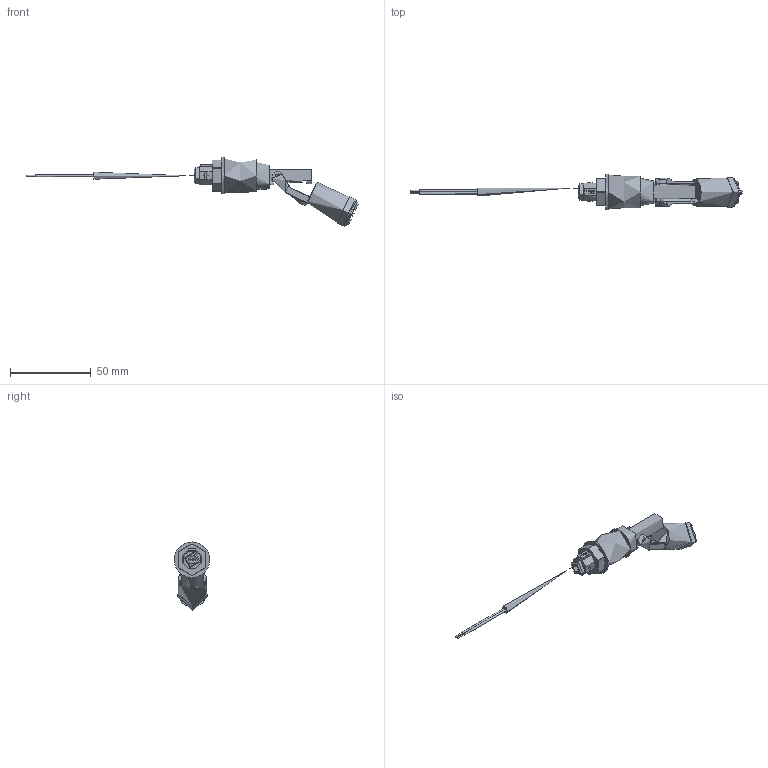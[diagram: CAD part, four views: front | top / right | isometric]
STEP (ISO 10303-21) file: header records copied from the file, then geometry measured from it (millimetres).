
FILE_DESCRIPTION (( 'STEP AP214' ), '1' );
FILE_NAME ('L2511B.STEP', '2020-05-29T08:42:12', ( '' ), ( '' ), 'SwSTEP 2.0', 'SolidWorks 2019', '' );
FILE_SCHEMA (( 'AUTOMOTIVE_DESIGN' ));
Length unit declared in the file: millimetre
Products named in the file (7): 2G20 02 NEW 000_rev02; Cavo 1PDA; 1L2070000000_rev6; 1L20 03 00 0000_rev4; 1L20 02 00 0000_rev7; L2511B; 1STA 01 00 0000
Assembly tree (6 placements, depth 3):
  L2511B
    1L2070000000_rev6
    2G20 02 NEW 000_rev02
      1L20 02 00 0000_rev7
      1L20 03 00 0000_rev4
    1STA 01 00 0000
    Cavo 1PDA
Bounding box: 205.06 x 22 x 42.06 mm (x, y, z)
Volume: 23665.1 mm3; surface area: 10762.4 mm2
Topology: 6 solids, 6 shells, 238 faces, 540 edges, 344 vertices
Faces by surface type: plane 153, cylinder 54, bspline 17, cone 8, torus 5, sphere 1
Full cylindrical faces by diameter (mm): 0.75 x2, 1.5 x2, 4 x2, 4.5 x2, 4.9 x2, 5.1 x1, 6 x1, 7 x1, 7.5 x1, 8.5 x2, 10.3 x1, 13 x1, 15.3 x1, 15.53 x1, 17 x1, 17.3 x1, 17.5 x1, 18.1 x1, 22 x1
Entity records: 7952 total; most frequent: CARTESIAN_POINT 2515, DIRECTION 1016, ORIENTED_EDGE 994, EDGE_CURVE 497, AXIS2_PLACEMENT_3D 344, VERTEX_POINT 336, VECTOR 328, LINE 328
